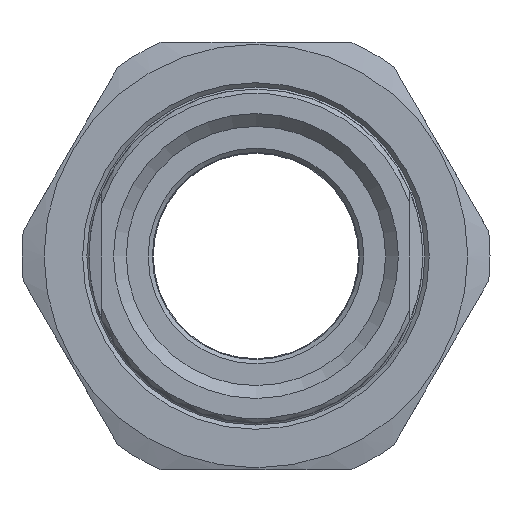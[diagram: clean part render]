
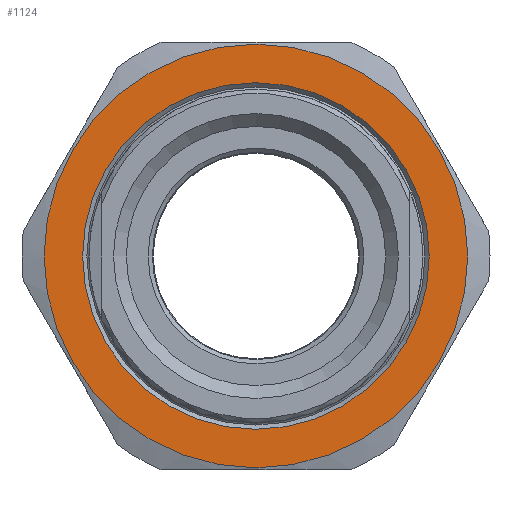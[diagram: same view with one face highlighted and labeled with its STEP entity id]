
A CAD part, left-side view. The second image highlights one B-rep face of the part: STEP entity #1124.
In plain terms, the highlighted planar face has unit normal (-1, 0, 0).
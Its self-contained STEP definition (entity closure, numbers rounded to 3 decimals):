
#47=FACE_BOUND('',#211,.T.);
#104=PLANE('',#1286);
#140=FACE_OUTER_BOUND('',#210,.T.);
#210=EDGE_LOOP('',(#840));
#211=EDGE_LOOP('',(#841));
#401=CIRCLE('',#1276,24.75);
#402=CIRCLE('',#1281,20.25);
#504=VERTEX_POINT('',#1919);
#505=VERTEX_POINT('',#1929);
#628=EDGE_CURVE('',#504,#504,#401,.T.);
#630=EDGE_CURVE('',#505,#505,#402,.T.);
#840=ORIENTED_EDGE('',*,*,#628,.T.);
#841=ORIENTED_EDGE('',*,*,#630,.F.);
#1124=ADVANCED_FACE('',(#140,#47),#104,.F.);
#1276=AXIS2_PLACEMENT_3D('',#1921,#1488,#1489);
#1281=AXIS2_PLACEMENT_3D('',#1930,#1498,#1499);
#1286=AXIS2_PLACEMENT_3D('',#1940,#1510,#1511);
#1488=DIRECTION('center_axis',(-1.,0.,0.));
#1489=DIRECTION('ref_axis',(0.,1.,0.));
#1498=DIRECTION('center_axis',(-1.,0.,0.));
#1499=DIRECTION('ref_axis',(0.,-1.,0.));
#1510=DIRECTION('center_axis',(1.,0.,0.));
#1511=DIRECTION('ref_axis',(0.,0.,-1.));
#1919=CARTESIAN_POINT('',(-18.5,-24.75,0.));
#1921=CARTESIAN_POINT('Origin',(-18.5,0.,0.));
#1929=CARTESIAN_POINT('',(-18.5,20.25,0.));
#1930=CARTESIAN_POINT('Origin',(-18.5,0.,0.));
#1940=CARTESIAN_POINT('Origin',(-18.5,0.,0.));
